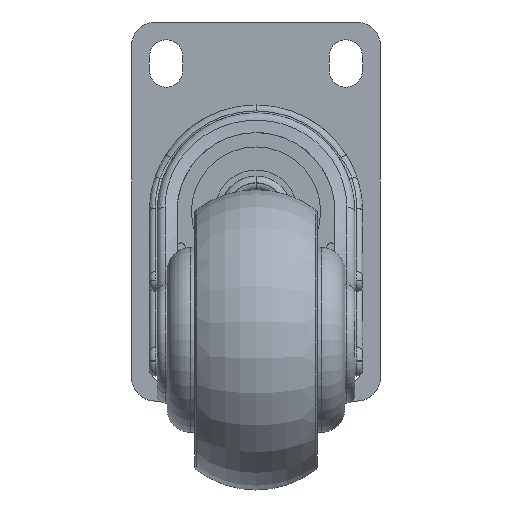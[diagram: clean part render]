
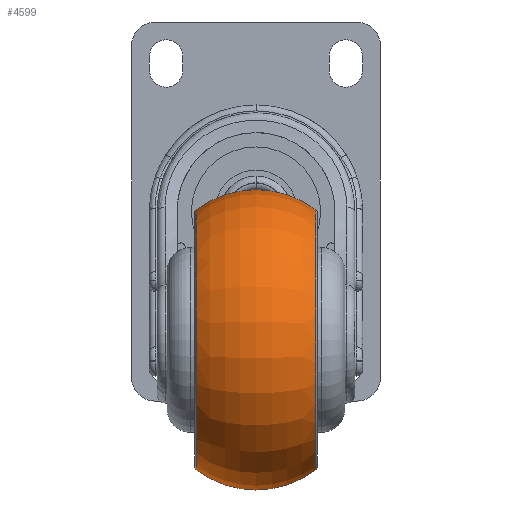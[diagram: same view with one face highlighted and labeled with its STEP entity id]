
A CAD part, front view. The second image highlights one B-rep face of the part: STEP entity #4599.
In plain terms, the highlighted toroidal (fillet/blend) face has major radius 13 mm and minor radius 25 mm.
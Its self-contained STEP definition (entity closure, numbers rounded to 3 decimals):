
#298 = CARTESIAN_POINT ( 'NONE',  ( 15.104, 0., 0. ) ) ;
#307 = CARTESIAN_POINT ( 'NONE',  ( -15.104, 0., 0. ) ) ;
#572 = EDGE_CURVE ( 'NONE', #8667, #5748, #5752, .T. ) ;
#673 = AXIS2_PLACEMENT_3D ( 'NONE', #5479, #8417, #1816 ) ;
#1500 = EDGE_CURVE ( 'NONE', #6162, #5799, #8691, .T. ) ;
#1738 = AXIS2_PLACEMENT_3D ( 'NONE', #298, #3241, #6177 ) ;
#1816 = DIRECTION ( 'NONE',  ( 0., 0., -1. ) ) ;
#1878 = CIRCLE ( 'NONE', #1738, 32.921 ) ;
#2134 = ORIENTED_EDGE ( 'NONE', *, *, #1500, .T. ) ;
#3201 = CARTESIAN_POINT ( 'NONE',  ( 0., 0., 13. ) ) ;
#3241 = DIRECTION ( 'NONE',  ( 1., 0., 0. ) ) ;
#3248 = CARTESIAN_POINT ( 'NONE',  ( 0., 0., 0. ) ) ;
#3249 = DIRECTION ( 'NONE',  ( 1., 0., 0. ) ) ;
#3534 = CARTESIAN_POINT ( 'NONE',  ( -15.104, 0., 32.921 ) ) ;
#3983 = FACE_OUTER_BOUND ( 'NONE', #7995, .T. ) ;
#4378 = CARTESIAN_POINT ( 'NONE',  ( 15.104, 0., -32.921 ) ) ;
#4599 = ADVANCED_FACE ( 'NONE', ( #3983 ), #5197, .T. ) ;
#4974 = AXIS2_PLACEMENT_3D ( 'NONE', #307, #3249, #6189 ) ;
#5115 = CIRCLE ( 'NONE', #4974, 32.921 ) ;
#5134 = ORIENTED_EDGE ( 'NONE', *, *, #6337, .F. ) ;
#5189 = AXIS2_PLACEMENT_3D ( 'NONE', #3248, #6188, #9127 ) ;
#5197 = TOROIDAL_SURFACE ( 'NONE', #5189, 13., 25. ) ;
#5479 = CARTESIAN_POINT ( 'NONE',  ( 0., 0., -13. ) ) ;
#5690 = ORIENTED_EDGE ( 'NONE', *, *, #572, .F. ) ;
#5748 = VERTEX_POINT ( 'NONE', #7984 ) ;
#5752 = CIRCLE ( 'NONE', #7769, 25. ) ;
#5799 = VERTEX_POINT ( 'NONE', #4378 ) ;
#5977 = EDGE_CURVE ( 'NONE', #8667, #6162, #5115, .T. ) ;
#6137 = DIRECTION ( 'NONE',  ( 0., 1., 0. ) ) ;
#6162 = VERTEX_POINT ( 'NONE', #8075 ) ;
#6177 = DIRECTION ( 'NONE',  ( 0., 0., -1. ) ) ;
#6188 = DIRECTION ( 'NONE',  ( 1., 0., 0. ) ) ;
#6189 = DIRECTION ( 'NONE',  ( 0., 0., -1. ) ) ;
#6337 = EDGE_CURVE ( 'NONE', #5748, #5799, #1878, .T. ) ;
#6411 = ORIENTED_EDGE ( 'NONE', *, *, #5977, .T. ) ;
#7769 = AXIS2_PLACEMENT_3D ( 'NONE', #3201, #6137, #9076 ) ;
#7984 = CARTESIAN_POINT ( 'NONE',  ( 15.104, 0., 32.921 ) ) ;
#7995 = EDGE_LOOP ( 'NONE', ( #5690, #6411, #2134, #5134 ) ) ;
#8075 = CARTESIAN_POINT ( 'NONE',  ( -15.104, 0., -32.921 ) ) ;
#8417 = DIRECTION ( 'NONE',  ( 0., -1., 0. ) ) ;
#8667 = VERTEX_POINT ( 'NONE', #3534 ) ;
#8691 = CIRCLE ( 'NONE', #673, 25. ) ;
#9076 = DIRECTION ( 'NONE',  ( 0., 0., 1. ) ) ;
#9127 = DIRECTION ( 'NONE',  ( 0., 0., -1. ) ) ;
